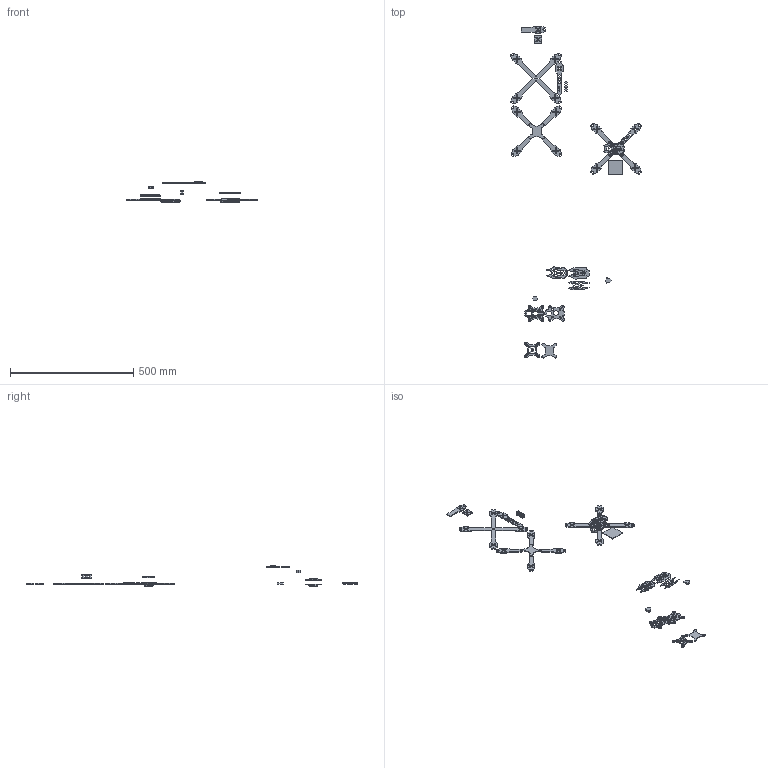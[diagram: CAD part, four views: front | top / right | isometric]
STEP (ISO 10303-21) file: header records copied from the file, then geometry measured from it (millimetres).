
FILE_DESCRIPTION(/* description */ (''),/* implementation_level */ '2;1');
FILE_NAME(/* name */ 'Malik''s/Desktop/Quad Frame/Dev_Files/Bottom_Plate_Step.stp',/* time_stamp */ '2017-12-22T10:05:00+06:00',/* author */ (''),/* organization */ (''),/* preprocessor_version */ 'ST-DEVELOPER v15.2',/* originating_system */ 'Autodesk Translator Framework v2.0.0.5431',/* authorisation */ '');
FILE_SCHEMA (('AUTOMOTIVE_DESIGN { 1 0 10303 214 3 1 1 }'));
Products named in the file (1): Quad Frame_Original
Bounding box: 531.39 x 1349.45 x 83.1 mm (x, y, z)
Volume: 213021.5 mm3; surface area: 177207.6 mm2
Topology: 46 solids, 46 shells, 2353 faces, 6450 edges, 4184 vertices
Faces by surface type: plane 1142, cylinder 942, cone 173, bspline 79, torus 17
Full cylindrical faces by diameter (mm): 1.5 x4, 3.2 x2, 3.3 x11, 3.4 x35, 4.5 x12, 6.2 x13, 7 x25, 7.1 x2
Entity records: 75527 total; most frequent: CARTESIAN_POINT 13926, DIRECTION 13045, ORIENTED_EDGE 12654, EDGE_CURVE 6327, AXIS2_PLACEMENT_3D 4517, VERTEX_POINT 4180, LINE 4011, VECTOR 4011
